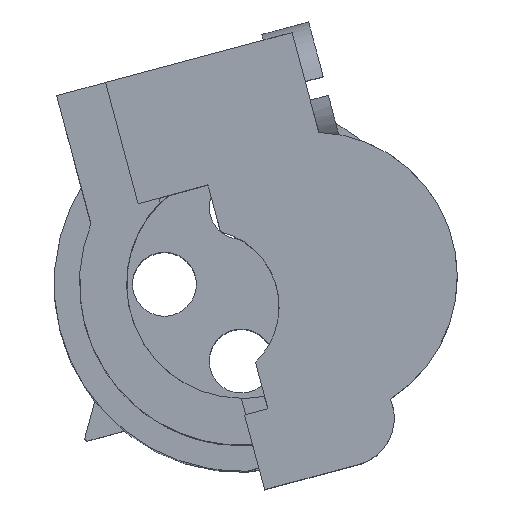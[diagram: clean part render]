
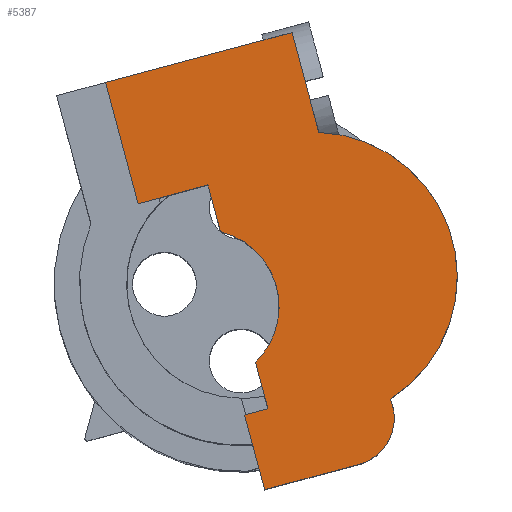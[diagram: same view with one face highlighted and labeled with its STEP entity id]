
A CAD part, top view. The second image highlights one B-rep face of the part: STEP entity #5387.
In plain terms, the highlighted planar face has unit normal (0, 0, 1).
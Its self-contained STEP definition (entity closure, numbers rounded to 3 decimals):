
#5275=AXIS2_PLACEMENT_3D('Plane Axis2P3D',#5272,#5273,#5274) ;
#5349=AXIS2_PLACEMENT_3D('Circle Axis2P3D',#5347,#5348,$) ;
#5356=AXIS2_PLACEMENT_3D('Circle Axis2P3D',#5354,#5355,$) ;
#5272=CARTESIAN_POINT('Axis2P3D Location',(10.593,11.01,46.25)) ;
#5277=CARTESIAN_POINT('Line Origine',(2.8,14.358,46.25)) ;
#5281=CARTESIAN_POINT('Vertex',(2.127,16.869,46.25)) ;
#5283=CARTESIAN_POINT('Vertex',(3.473,11.846,46.25)) ;
#5286=CARTESIAN_POINT('Line Origine',(4.922,12.234,46.25)) ;
#5290=CARTESIAN_POINT('Vertex',(6.371,12.623,46.25)) ;
#5293=CARTESIAN_POINT('Line Origine',(6.63,11.657,46.25)) ;
#5297=CARTESIAN_POINT('Vertex',(6.889,10.691,46.25)) ;
#5301=CARTESIAN_POINT('Control Point',(6.889,10.691,46.25)) ;
#5302=CARTESIAN_POINT('Control Point',(7.229,10.606,46.25)) ;
#5303=CARTESIAN_POINT('Control Point',(7.558,10.475,46.25)) ;
#5304=CARTESIAN_POINT('Control Point',(7.866,10.3,46.25)) ;
#5305=CARTESIAN_POINT('Control Point',(8.427,9.868,46.25)) ;
#5306=CARTESIAN_POINT('Control Point',(8.852,9.302,46.25)) ;
#5307=CARTESIAN_POINT('Control Point',(9.024,8.992,46.25)) ;
#5308=CARTESIAN_POINT('Control Point',(9.278,8.331,46.25)) ;
#5309=CARTESIAN_POINT('Control Point',(9.346,7.627,46.25)) ;
#5310=CARTESIAN_POINT('Control Point',(9.331,7.272,46.25)) ;
#5311=CARTESIAN_POINT('Control Point',(9.211,6.614,46.25)) ;
#5312=CARTESIAN_POINT('Control Point',(8.928,6.009,46.25)) ;
#5313=CARTESIAN_POINT('Control Point',(8.761,5.742,46.25)) ;
#5314=CARTESIAN_POINT('Control Point',(8.563,5.498,46.25)) ;
#5315=CARTESIAN_POINT('Control Point',(8.338,5.282,46.25)) ;
#5316=CARTESIAN_POINT('Vertex',(8.338,5.282,46.25)) ;
#5319=CARTESIAN_POINT('Line Origine',(8.597,4.316,46.25)) ;
#5323=CARTESIAN_POINT('Vertex',(8.856,3.35,46.25)) ;
#5326=CARTESIAN_POINT('Line Origine',(8.373,3.22,46.25)) ;
#5330=CARTESIAN_POINT('Vertex',(7.89,3.091,46.25)) ;
#5333=CARTESIAN_POINT('Line Origine',(8.304,1.545,46.25)) ;
#5337=CARTESIAN_POINT('Vertex',(8.718,0.,46.25)) ;
#5340=CARTESIAN_POINT('Line Origine',(10.744,0.543,46.25)) ;
#5344=CARTESIAN_POINT('Vertex',(12.771,1.086,46.25)) ;
#5347=CARTESIAN_POINT('Axis2P3D Location',(12.086,2.965,46.25)) ;
#5351=CARTESIAN_POINT('Vertex',(13.924,3.753,46.25)) ;
#5354=CARTESIAN_POINT('Axis2P3D Location',(10.7,8.813,46.25)) ;
#5358=CARTESIAN_POINT('Vertex',(10.962,14.808,46.25)) ;
#5361=CARTESIAN_POINT('Line Origine',(10.408,16.874,46.25)) ;
#5365=CARTESIAN_POINT('Vertex',(9.855,18.94,46.25)) ;
#5368=CARTESIAN_POINT('Line Origine',(5.991,17.904,46.25)) ;
#5273=DIRECTION('Axis2P3D Direction',(0.,0.,1.)) ;
#5274=DIRECTION('Axis2P3D XDirection',(0.259,-0.966,0.)) ;
#5278=DIRECTION('Vector Direction',(0.259,-0.966,0.)) ;
#5287=DIRECTION('Vector Direction',(0.966,0.259,0.)) ;
#5294=DIRECTION('Vector Direction',(0.259,-0.966,0.)) ;
#5320=DIRECTION('Vector Direction',(0.259,-0.966,0.)) ;
#5327=DIRECTION('Vector Direction',(-0.966,-0.259,0.)) ;
#5334=DIRECTION('Vector Direction',(0.259,-0.966,0.)) ;
#5341=DIRECTION('Vector Direction',(0.966,0.259,0.)) ;
#5348=DIRECTION('Axis2P3D Direction',(0.,0.,1.)) ;
#5355=DIRECTION('Axis2P3D Direction',(0.,0.,1.)) ;
#5362=DIRECTION('Vector Direction',(-0.259,0.966,0.)) ;
#5369=DIRECTION('Vector Direction',(-0.966,-0.259,0.)) ;
#5279=VECTOR('Line Direction',#5278,1.) ;
#5288=VECTOR('Line Direction',#5287,1.) ;
#5295=VECTOR('Line Direction',#5294,1.) ;
#5321=VECTOR('Line Direction',#5320,1.) ;
#5328=VECTOR('Line Direction',#5327,1.) ;
#5335=VECTOR('Line Direction',#5334,1.) ;
#5342=VECTOR('Line Direction',#5341,1.) ;
#5363=VECTOR('Line Direction',#5362,1.) ;
#5370=VECTOR('Line Direction',#5369,1.) ;
#5374=ORIENTED_EDGE('',*,*,#5285,.T.) ;
#5375=ORIENTED_EDGE('',*,*,#5292,.T.) ;
#5376=ORIENTED_EDGE('',*,*,#5299,.T.) ;
#5377=ORIENTED_EDGE('',*,*,#5318,.T.) ;
#5378=ORIENTED_EDGE('',*,*,#5325,.T.) ;
#5379=ORIENTED_EDGE('',*,*,#5332,.T.) ;
#5380=ORIENTED_EDGE('',*,*,#5339,.T.) ;
#5381=ORIENTED_EDGE('',*,*,#5346,.T.) ;
#5382=ORIENTED_EDGE('',*,*,#5353,.T.) ;
#5383=ORIENTED_EDGE('',*,*,#5360,.T.) ;
#5384=ORIENTED_EDGE('',*,*,#5367,.T.) ;
#5385=ORIENTED_EDGE('',*,*,#5372,.T.) ;
#5387=ADVANCED_FACE('Hauptk\X2\00F6\X0\rper',(#5386),#5276,.T.) ;
#5300=B_SPLINE_CURVE_WITH_KNOTS('',5,(#5301,#5302,#5303,#5304,#5305,#5306,#5307,#5308,#5309,#5310,#5311,#5312,#5313,#5314,#5315),.UNSPECIFIED.,.F.,.U.,(6,3,3,3,6),(0.,2.479,4.957,7.436,9.643),.UNSPECIFIED.) ;
#5350=CIRCLE('generated circle',#5349,2.) ;
#5357=CIRCLE('generated circle',#5356,6.) ;
#5285=EDGE_CURVE('',#5282,#5284,#5280,.T.) ;
#5292=EDGE_CURVE('',#5284,#5291,#5289,.T.) ;
#5299=EDGE_CURVE('',#5291,#5298,#5296,.T.) ;
#5318=EDGE_CURVE('',#5298,#5317,#5300,.T.) ;
#5325=EDGE_CURVE('',#5317,#5324,#5322,.T.) ;
#5332=EDGE_CURVE('',#5324,#5331,#5329,.T.) ;
#5339=EDGE_CURVE('',#5331,#5338,#5336,.T.) ;
#5346=EDGE_CURVE('',#5338,#5345,#5343,.T.) ;
#5353=EDGE_CURVE('',#5345,#5352,#5350,.T.) ;
#5360=EDGE_CURVE('',#5352,#5359,#5357,.T.) ;
#5367=EDGE_CURVE('',#5359,#5366,#5364,.T.) ;
#5372=EDGE_CURVE('',#5366,#5282,#5371,.T.) ;
#5373=EDGE_LOOP('',(#5374,#5375,#5376,#5377,#5378,#5379,#5380,#5381,#5382,#5383,#5384,#5385)) ;
#5386=FACE_OUTER_BOUND('',#5373,.T.) ;
#5280=LINE('Line',#5277,#5279) ;
#5289=LINE('Line',#5286,#5288) ;
#5296=LINE('Line',#5293,#5295) ;
#5322=LINE('Line',#5319,#5321) ;
#5329=LINE('Line',#5326,#5328) ;
#5336=LINE('Line',#5333,#5335) ;
#5343=LINE('Line',#5340,#5342) ;
#5364=LINE('Line',#5361,#5363) ;
#5371=LINE('Line',#5368,#5370) ;
#5276=PLANE('',#5275) ;
#5282=VERTEX_POINT('',#5281) ;
#5284=VERTEX_POINT('',#5283) ;
#5291=VERTEX_POINT('',#5290) ;
#5298=VERTEX_POINT('',#5297) ;
#5317=VERTEX_POINT('',#5316) ;
#5324=VERTEX_POINT('',#5323) ;
#5331=VERTEX_POINT('',#5330) ;
#5338=VERTEX_POINT('',#5337) ;
#5345=VERTEX_POINT('',#5344) ;
#5352=VERTEX_POINT('',#5351) ;
#5359=VERTEX_POINT('',#5358) ;
#5366=VERTEX_POINT('',#5365) ;
